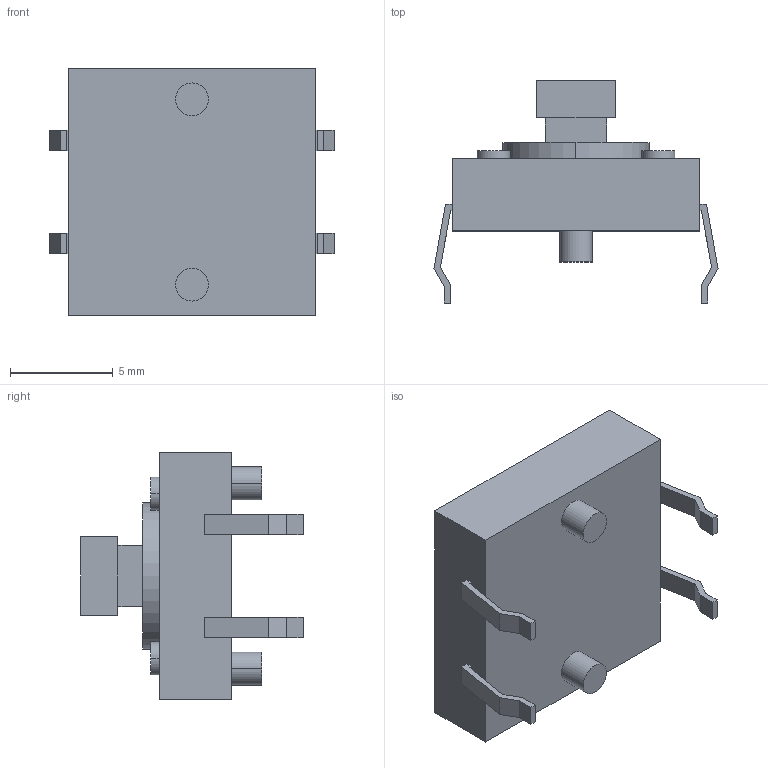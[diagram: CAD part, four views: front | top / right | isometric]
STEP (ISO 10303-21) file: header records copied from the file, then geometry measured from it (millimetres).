
FILE_DESCRIPTION(('STEP AP214'),'1');
FILE_NAME('b3f-4055.stp','2017-04-19T05:08:37',('TraceParts'),('TraceParts S.A.'),'Spatial InterOp 3D',' ',' ');
FILE_SCHEMA(('automotive_design'));
Length unit declared in the file: millimetre
Products named in the file (2): b3f-4055_1; b3f-4055_2
Bounding box: 13.8 x 10.8 x 12 mm (x, y, z)
Volume: 551.5 mm3; surface area: 718.2 mm2
Topology: 2 solids, 2 shells, 88 faces, 210 edges, 140 vertices
Faces by surface type: plane 70, cylinder 18
Entity records: 3282 total; most frequent: CARTESIAN_POINT 440, DIRECTION 426, ORIENTED_EDGE 420, EDGE_CURVE 210, LINE 174, VECTOR 174, VERTEX_POINT 140, AXIS2_PLACEMENT_3D 126
